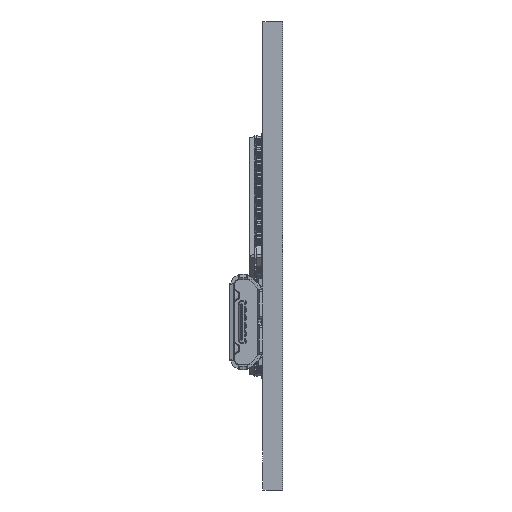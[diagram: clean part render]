
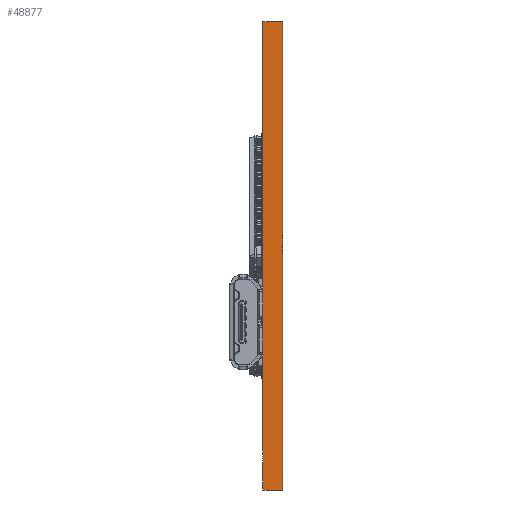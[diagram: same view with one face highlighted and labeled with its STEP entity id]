
A CAD part, left-side view. The second image highlights one B-rep face of the part: STEP entity #48877.
In plain terms, the highlighted planar face has unit normal (-1, 0, 0).
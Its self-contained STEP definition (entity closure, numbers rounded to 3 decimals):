
#2243=PLANE('',#52262);
#4352=FACE_OUTER_BOUND('',#7314,.T.);
#7314=EDGE_LOOP('',(#34873,#34874,#34875,#34876));
#10143=LINE('',#72047,#15321);
#10144=LINE('',#72050,#15322);
#10145=LINE('',#72052,#15323);
#10146=LINE('',#72053,#15324);
#15321=VECTOR('',#58089,10.);
#15322=VECTOR('',#58092,10.);
#15323=VECTOR('',#58093,10.);
#15324=VECTOR('',#58094,10.);
#22568=VERTEX_POINT('',#72043);
#22569=VERTEX_POINT('',#72045);
#22570=VERTEX_POINT('',#72049);
#22571=VERTEX_POINT('',#72051);
#27242=EDGE_CURVE('',#22568,#22569,#10143,.T.);
#27243=EDGE_CURVE('',#22568,#22570,#10144,.T.);
#27244=EDGE_CURVE('',#22571,#22569,#10145,.T.);
#27245=EDGE_CURVE('',#22570,#22571,#10146,.T.);
#34873=ORIENTED_EDGE('',*,*,#27243,.F.);
#34874=ORIENTED_EDGE('',*,*,#27242,.T.);
#34875=ORIENTED_EDGE('',*,*,#27244,.F.);
#34876=ORIENTED_EDGE('',*,*,#27245,.F.);
#48877=ADVANCED_FACE('',(#4352),#2243,.T.);
#52262=AXIS2_PLACEMENT_3D('',#72048,#58090,#58091);
#58089=DIRECTION('',(0.,1.,0.));
#58090=DIRECTION('center_axis',(-1.,0.,0.));
#58091=DIRECTION('ref_axis',(0.,0.,1.));
#58092=DIRECTION('',(0.,0.,-1.));
#58093=DIRECTION('',(0.,0.,1.));
#58094=DIRECTION('',(0.,1.,0.));
#72043=CARTESIAN_POINT('',(-27.,0.,19.));
#72045=CARTESIAN_POINT('',(-27.,1.6,19.));
#72047=CARTESIAN_POINT('',(-27.,0.,19.));
#72048=CARTESIAN_POINT('Origin',(-27.,0.,-19.));
#72049=CARTESIAN_POINT('',(-27.,0.,-19.));
#72050=CARTESIAN_POINT('',(-27.,0.,19.));
#72051=CARTESIAN_POINT('',(-27.,1.6,-19.));
#72052=CARTESIAN_POINT('',(-27.,1.6,19.));
#72053=CARTESIAN_POINT('',(-27.,0.,-19.));
